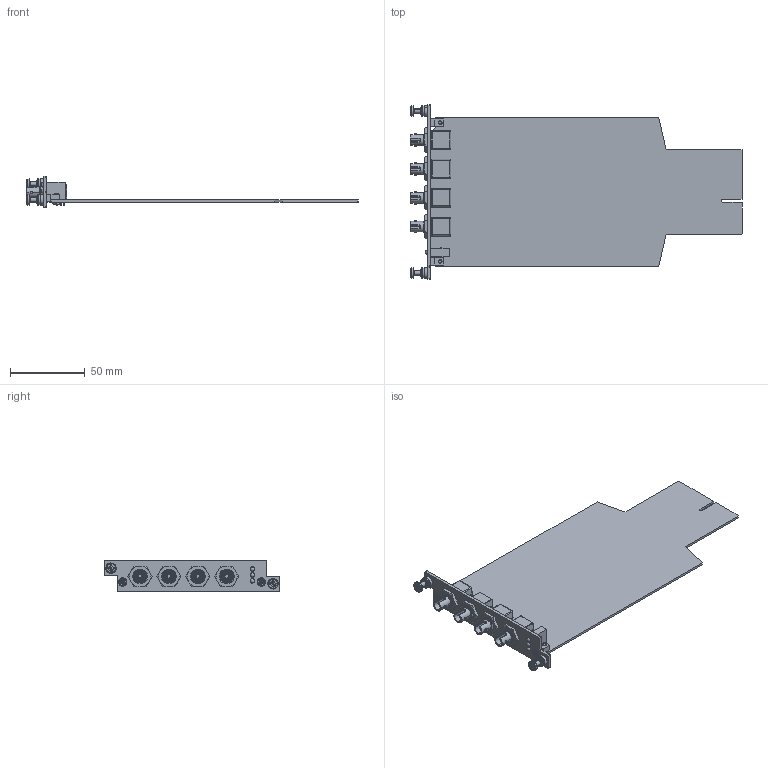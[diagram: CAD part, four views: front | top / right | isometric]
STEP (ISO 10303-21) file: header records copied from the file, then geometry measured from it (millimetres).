
FILE_DESCRIPTION(('FreeCAD Model'),'2;1');
FILE_NAME('Open CASCADE Shape Model','2023-03-24T10:21:50',(''),(''), 'Open CASCADE STEP processor 7.6','FreeCAD','Unknown');
FILE_SCHEMA(('AUTOMOTIVE_DESIGN { 1 0 10303 214 1 1 1 1 }'));
Length unit declared in the file: millimetre
Products named in the file (59): PCB; Board; ME101; 6699793856; Extruded002; 6699793664; Extruded003; ME100; 6699793856001; 6699793664001; LED401; 6515156224; Cylinder; 6515156608; Sphere; 6515156992; Sphere001; 6515157376; Cylinder001; 6515157760; Cylinder002; 6515158144; Sphere002; 6515158528; Extruded004; 6515158720; Extruded010; 6515158720001; 6515158720002; 6515158720003; 6515158720004; 6515158720005; 6515158912; Extruded011; ME107; US200250; ME106; US200251; ME105; SC01025052 ...
Assembly tree (73 placements, depth 4):
  PCB
    Board
    ME101
      6699793856
        Extruded002
      6699793664
        Extruded003
    ME100
      6699793856001
        Extruded002
      6699793664001
        Extruded003
    LED401
      6515156224
        Cylinder
      6515156608
        Sphere
      6515156992
        Sphere001
      6515157376
        Cylinder001
      6515157760
        Cylinder002
      6515158144
        Sphere002
      6515158528
        Extruded004
      6515158720
        Extruded010
      6515158720001
        Extruded010
      6515158720002
        Extruded010
      6515158720003
        Extruded010
      6515158720004
        Extruded010
      6515158720005
        Extruded010
      6515158912
        Extruded011
    ME107
      US200250
    ME106
      US200251
    ME105
      SC01025052
    ME104
      SC01025053
    ME103
      10172006
    ME102
      10172006001
    2022-0119z
      2022-0119z_2022-0119z
      PFHV_M3-0_PFHV_M3-0
        KVT_PFHV_M3_011_KVT_PFHV_M3_012
        KVT_PFHV_M3_012_KVT_PFHV_M3_013
      PFHV_M3-0_PFHV_M3-001
        KVT_PFHV_M3_011_KVT_PFHV_M3_012
Bounding box: 222.69 x 117 x 21 mm (x, y, z)
Volume: 42265.6 mm3; surface area: 53082.7 mm2
Topology: 38 solids, 40 shells, 1214 faces, 2842 edges, 1692 vertices
Faces by surface type: plane 499, cylinder 398, bspline 176, cone 94, revolution 32, torus 12, sphere 3
Full cylindrical faces by diameter (mm): 0.195 x2, 0.6 x16, 0.7 x16, 0.8 x6, 2.224 x4, 2.5 x4, 2.6 x2, 2.7 x2, 2.9 x3, 4.7 x2, 9.188 x4
Entity records: 47987 total; most frequent: CARTESIAN_POINT 17809, DIRECTION 5251, LINE 2906, VECTOR 2906, ORIENTED_EDGE 2718, PCURVE 2718, DEFINITIONAL_REPRESENTATION 2718, EDGE_CURVE 1359
